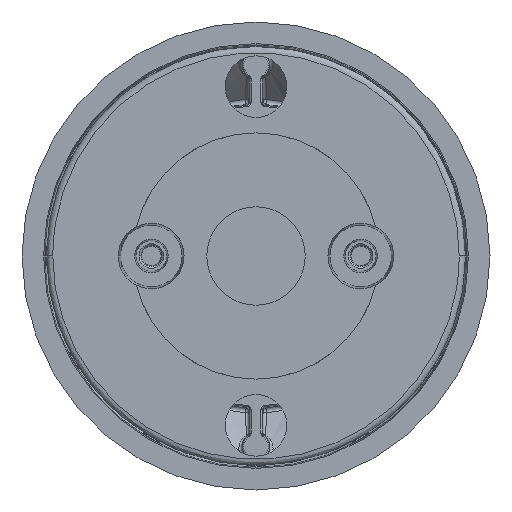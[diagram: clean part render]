
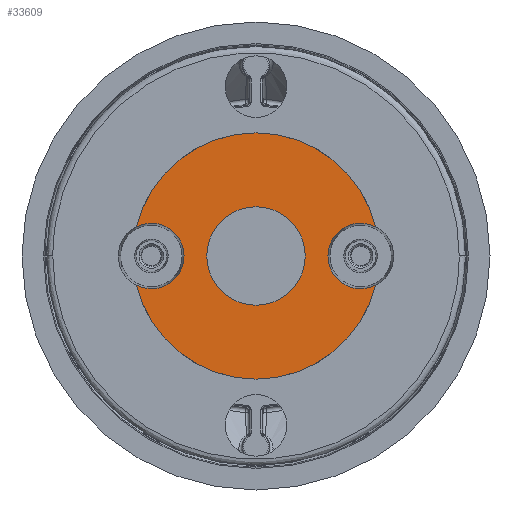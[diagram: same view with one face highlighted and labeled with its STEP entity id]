
A CAD part, front view. The second image highlights one B-rep face of the part: STEP entity #33609.
In plain terms, the highlighted planar face has unit normal (0, -1, 0).
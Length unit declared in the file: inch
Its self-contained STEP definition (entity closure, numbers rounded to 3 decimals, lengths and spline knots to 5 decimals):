
#1522 = CARTESIAN_POINT ( 'NONE',  ( -0.66929, 0.01575, -1.29921 ) ) ;
#1882 = VERTEX_POINT ( 'NONE', #32494 ) ;
#2747 = CARTESIAN_POINT ( 'NONE',  ( 0., 0.01575, -0.98425 ) ) ;
#5146 = DIRECTION ( 'NONE',  ( 0., -1., 0. ) ) ;
#5164 = ORIENTED_EDGE ( 'NONE', *, *, #48583, .T. ) ;
#5778 = DIRECTION ( 'NONE',  ( -1., 0., 0. ) ) ;
#6782 = CIRCLE ( 'NONE', #14908, 0.31496 ) ;
#7457 = EDGE_CURVE ( 'NONE', #18339, #22441, #13850, .T. ) ;
#7475 = PLANE ( 'NONE',  #54185 ) ;
#8888 = DIRECTION ( 'NONE',  ( 0., 1., 0. ) ) ;
#9121 = CARTESIAN_POINT ( 'NONE',  ( 0., 0.01575, -1.29921 ) ) ;
#9363 = VERTEX_POINT ( 'NONE', #9905 ) ;
#9624 = EDGE_CURVE ( 'NONE', #40993, #19291, #17030, .T. ) ;
#9905 = CARTESIAN_POINT ( 'NONE',  ( 0., 0.01575, -1.61417 ) ) ;
#10335 = EDGE_CURVE ( 'NONE', #19291, #23730, #15012, .T. ) ;
#10799 = FACE_OUTER_BOUND ( 'NONE', #42257, .T. ) ;
#11307 = ORIENTED_EDGE ( 'NONE', *, *, #7457, .T. ) ;
#13336 = DIRECTION ( 'NONE',  ( 0., 1., 0. ) ) ;
#13364 = DIRECTION ( 'NONE',  ( 0., 0., 1. ) ) ;
#13554 = CARTESIAN_POINT ( 'NONE',  ( -0.66929, 0.01575, -1.29921 ) ) ;
#13850 = CIRCLE ( 'NONE', #41305, 0.7874 ) ;
#14908 = AXIS2_PLACEMENT_3D ( 'NONE', #38633, #13336, #42882 ) ;
#15012 = CIRCLE ( 'NONE', #21568, 0.7874 ) ;
#15321 = EDGE_CURVE ( 'NONE', #39967, #9363, #34015, .T. ) ;
#17030 = CIRCLE ( 'NONE', #34679, 0.20925 ) ;
#17373 = CARTESIAN_POINT ( 'NONE',  ( 0., 0.01575, -1.29921 ) ) ;
#17590 = CIRCLE ( 'NONE', #36105, 0.20925 ) ;
#17793 = DIRECTION ( 'NONE',  ( -1., 0., 0. ) ) ;
#18339 = VERTEX_POINT ( 'NONE', #31866 ) ;
#18866 = AXIS2_PLACEMENT_3D ( 'NONE', #13554, #43118, #17793 ) ;
#19291 = VERTEX_POINT ( 'NONE', #36276 ) ;
#19693 = CIRCLE ( 'NONE', #25019, 0.20925 ) ;
#21295 = CARTESIAN_POINT ( 'NONE',  ( 0., 0.01575, -1.29921 ) ) ;
#21568 = AXIS2_PLACEMENT_3D ( 'NONE', #30432, #5146, #34704 ) ;
#21601 = DIRECTION ( 'NONE',  ( 0., 0., 1. ) ) ;
#21998 = EDGE_LOOP ( 'NONE', ( #32489, #44561 ) ) ;
#22299 = CARTESIAN_POINT ( 'NONE',  ( 0.66929, 0.01575, -1.29921 ) ) ;
#22441 = VERTEX_POINT ( 'NONE', #22939 ) ;
#22939 = CARTESIAN_POINT ( 'NONE',  ( -0.76511, 0.01575, -1.11319 ) ) ;
#23281 = ORIENTED_EDGE ( 'NONE', *, *, #9624, .T. ) ;
#23730 = VERTEX_POINT ( 'NONE', #41290 ) ;
#24427 = DIRECTION ( 'NONE',  ( 0., 0., -1. ) ) ;
#25019 = AXIS2_PLACEMENT_3D ( 'NONE', #34190, #8888, #38410 ) ;
#25543 = DIRECTION ( 'NONE',  ( 0., 0., 1. ) ) ;
#26532 = DIRECTION ( 'NONE',  ( -1., 0., 0. ) ) ;
#27843 = AXIS2_PLACEMENT_3D ( 'NONE', #17373, #46947, #21601 ) ;
#29937 = ORIENTED_EDGE ( 'NONE', *, *, #10335, .T. ) ;
#30432 = CARTESIAN_POINT ( 'NONE',  ( 0., 0.01575, -1.29921 ) ) ;
#31071 = DIRECTION ( 'NONE',  ( 0., 1., 0. ) ) ;
#31866 = CARTESIAN_POINT ( 'NONE',  ( 0., 0.01575, -0.51181 ) ) ;
#31947 = FACE_BOUND ( 'NONE', #21998, .T. ) ;
#32489 = ORIENTED_EDGE ( 'NONE', *, *, #15321, .T. ) ;
#32494 = CARTESIAN_POINT ( 'NONE',  ( 0.76511, 0.01575, -1.11319 ) ) ;
#33609 = ADVANCED_FACE ( 'NONE', ( #31947, #10799 ), #7475, .T. ) ;
#34015 = CIRCLE ( 'NONE', #50474, 0.31496 ) ;
#34190 = CARTESIAN_POINT ( 'NONE',  ( 0.66929, 0.01575, -1.29921 ) ) ;
#34652 = EDGE_CURVE ( 'NONE', #9363, #39967, #6782, .T. ) ;
#34679 = AXIS2_PLACEMENT_3D ( 'NONE', #1522, #31071, #5778 ) ;
#34704 = DIRECTION ( 'NONE',  ( 0., 0., 1. ) ) ;
#35629 = ORIENTED_EDGE ( 'NONE', *, *, #48580, .T. ) ;
#36086 = VERTEX_POINT ( 'NONE', #36767 ) ;
#36105 = AXIS2_PLACEMENT_3D ( 'NONE', #22299, #51857, #26532 ) ;
#36276 = CARTESIAN_POINT ( 'NONE',  ( -0.76511, 0.01575, -1.48524 ) ) ;
#36676 = EDGE_CURVE ( 'NONE', #22441, #40993, #39036, .T. ) ;
#36764 = CARTESIAN_POINT ( 'NONE',  ( -0.46004, 0.01575, -1.29921 ) ) ;
#36767 = CARTESIAN_POINT ( 'NONE',  ( 0.46004, 0.01575, -1.29921 ) ) ;
#38410 = DIRECTION ( 'NONE',  ( -1., 0., 0. ) ) ;
#38633 = CARTESIAN_POINT ( 'NONE',  ( 0., 0.01575, -1.29921 ) ) ;
#38659 = DIRECTION ( 'NONE',  ( 0., -1., 0. ) ) ;
#39036 = CIRCLE ( 'NONE', #18866, 0.20925 ) ;
#39967 = VERTEX_POINT ( 'NONE', #2747 ) ;
#40672 = ORIENTED_EDGE ( 'NONE', *, *, #36676, .T. ) ;
#40993 = VERTEX_POINT ( 'NONE', #36764 ) ;
#41290 = CARTESIAN_POINT ( 'NONE',  ( 0.76511, 0.01575, -1.48524 ) ) ;
#41305 = AXIS2_PLACEMENT_3D ( 'NONE', #9121, #38659, #13364 ) ;
#42257 = EDGE_LOOP ( 'NONE', ( #29937, #47276, #35629, #5164, #11307, #40672, #23281 ) ) ;
#42882 = DIRECTION ( 'NONE',  ( 0., 0., 1. ) ) ;
#43118 = DIRECTION ( 'NONE',  ( 0., 1., 0. ) ) ;
#44561 = ORIENTED_EDGE ( 'NONE', *, *, #34652, .T. ) ;
#45509 = CARTESIAN_POINT ( 'NONE',  ( -0.31496, 0.01575, -1.29921 ) ) ;
#46947 = DIRECTION ( 'NONE',  ( 0., -1., 0. ) ) ;
#47276 = ORIENTED_EDGE ( 'NONE', *, *, #51158, .T. ) ;
#48580 = EDGE_CURVE ( 'NONE', #36086, #1882, #19693, .T. ) ;
#48583 = EDGE_CURVE ( 'NONE', #1882, #18339, #52102, .T. ) ;
#49758 = DIRECTION ( 'NONE',  ( 0., -1., 0. ) ) ;
#50474 = AXIS2_PLACEMENT_3D ( 'NONE', #21295, #50864, #25543 ) ;
#50864 = DIRECTION ( 'NONE',  ( 0., 1., 0. ) ) ;
#51158 = EDGE_CURVE ( 'NONE', #23730, #36086, #17590, .T. ) ;
#51857 = DIRECTION ( 'NONE',  ( 0., 1., 0. ) ) ;
#52102 = CIRCLE ( 'NONE', #27843, 0.7874 ) ;
#54185 = AXIS2_PLACEMENT_3D ( 'NONE', #45509, #49758, #24427 ) ;
